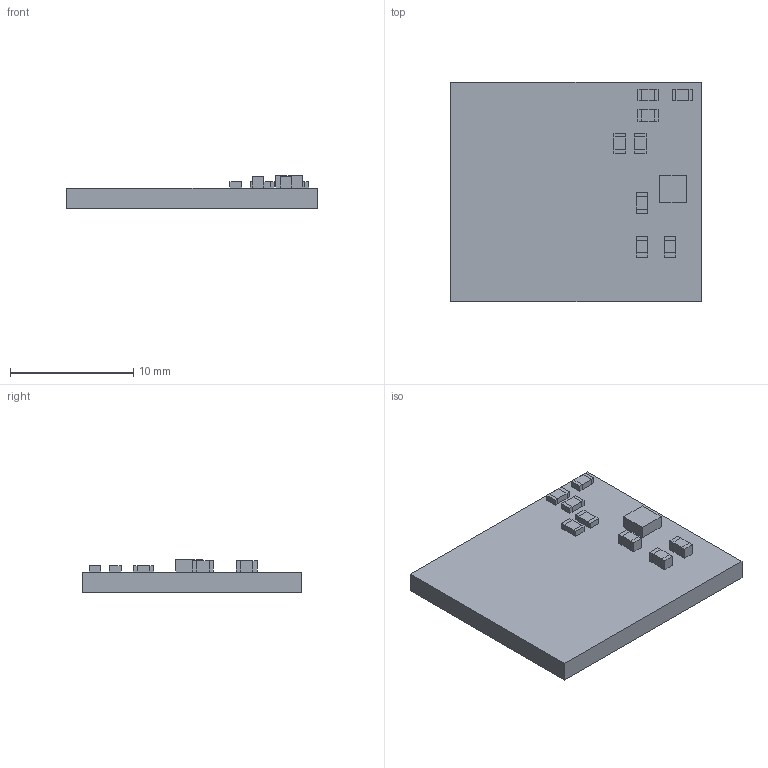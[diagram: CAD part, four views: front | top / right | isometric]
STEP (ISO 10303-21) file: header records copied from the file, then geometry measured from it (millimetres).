
FILE_DESCRIPTION(('Open CASCADE Model'),'2;1');
FILE_NAME('Open CASCADE Shape Model','2018-04-23T20:57:15',('Author'),( 'Open CASCADE'),'Open CASCADE STEP processor 6.5','Open CASCADE 6.5' ,'Unknown');
FILE_SCHEMA(('AUTOMOTIVE_DESIGN { 1 0 10303 214 1 1 1 1 }'));
Length unit declared in the file: millimetre
Products named in the file (25): PCB; Board; C1; 1176321728; Extruded; 1175837968; C2; C3; R1; 1189095296; 1189094912; R2; R3; 1189094656; 1189094528; R4; R5; U1; 1183169920
Assembly tree (42 placements, depth 4):
  PCB
    Board
    C1
      1176321728  x2
        Extruded
      1175837968
        Extruded
    C2
      1176321728  x2
        Extruded
      1175837968
        Extruded
    C3
      1176321728  x2
        Extruded
      1175837968
        Extruded
    R1
      1189095296  x2
        Extruded
      1189094912
        Extruded
    R2
      1189095296  x2
        Extruded
      1189094912
        Extruded
    R3
      1189094656  x2
        Extruded
      1189094528
        Extruded
    R4
      1189094656  x2
        Extruded
      1189094528
        Extruded
    R5
      1189094656  x2
        Extruded
      1189094528
        Extruded
    U1
      1183169920
        Extruded
Bounding box: 20.32 x 17.78 x 2.65 mm (x, y, z)
Volume: 607.3 mm3; surface area: 937 mm2
Topology: 26 solids, 26 shells, 156 faces, 312 edges, 208 vertices
Faces by surface type: plane 156
Entity records: 3124 total; most frequent: DIRECTION 470, CARTESIAN_POINT 443, LINE 288, VECTOR 288, ORIENTED_EDGE 192, PCURVE 192, DEFINITIONAL_REPRESENTATION 192, EDGE_CURVE 96
